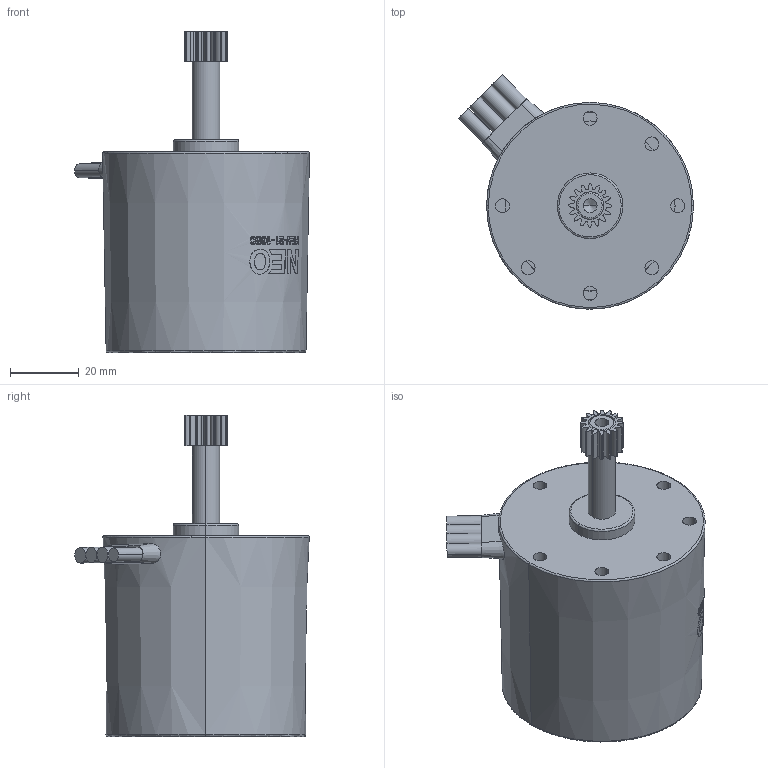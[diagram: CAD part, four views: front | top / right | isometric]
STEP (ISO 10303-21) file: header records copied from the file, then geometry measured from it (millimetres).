
FILE_DESCRIPTION (( 'STEP AP214' ), '1' );
FILE_NAME ('am-4258a_16T NEO with 16T 0.7mod Pinion.STEP', '2022-12-15T15:27:01', ( '' ), ( '' ), 'SwSTEP 2.0', 'SolidWorks 2022', '' );
FILE_SCHEMA (( 'AUTOMOTIVE_DESIGN' ));
Length unit declared in the file: inch
Products named in the file (3): 16T Cim Gear; am-4258a NEO V1.1; am-4258a_16T NEO with 16T 0.7mod Pinion
Assembly tree (2 placements, depth 2):
  am-4258a_16T NEO with 16T 0.7mod Pinion
    am-4258a NEO V1.1
    16T Cim Gear
Bounding box: 68.13 x 68.01 x 93.35 mm (x, y, z)
Volume: 385.2 mm3; surface area: 42981.4 mm2
Topology: 1 solids, 3 shells, 1594 faces, 4445 edges, 2959 vertices
Faces by surface type: bspline 1019, plane 434, cylinder 110, cone 31
Entity records: 75724 total; most frequent: CARTESIAN_POINT 39842, ORIENTED_EDGE 8884, EDGE_CURVE 4443, DIRECTION 3786, VERTEX_POINT 2959, VECTOR 2128, LINE 2128, B_SPLINE_CURVE_WITH_KNOTS 2049
